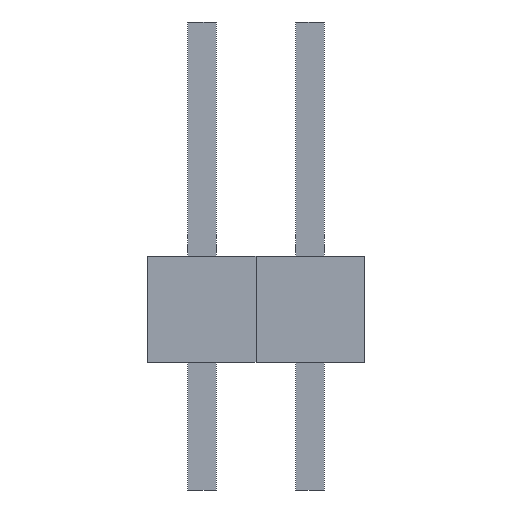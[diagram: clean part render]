
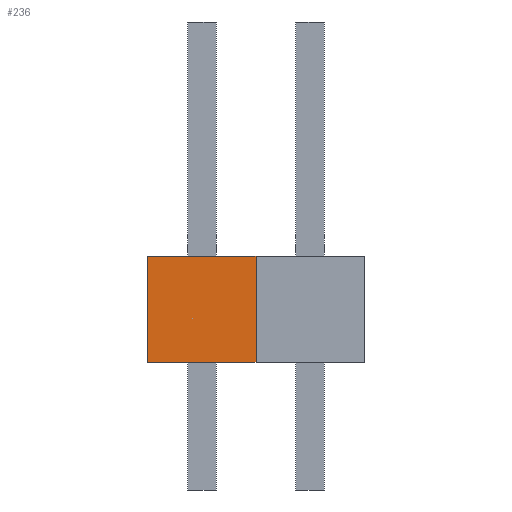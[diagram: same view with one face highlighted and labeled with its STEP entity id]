
A CAD part, front view. The second image highlights one B-rep face of the part: STEP entity #236.
In plain terms, the highlighted planar face has unit normal (0, -1, 0).
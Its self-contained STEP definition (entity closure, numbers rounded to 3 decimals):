
#13=DIRECTION('',(0.,0.,1.));
#14=DIRECTION('',(1.,0.,0.));
#187=EDGE_CURVE('',#188,#190,#192,.T.);
#188=VERTEX_POINT('',#189);
#189=CARTESIAN_POINT('',(-1.27,-1.271,0.));
#190=VERTEX_POINT('',#191);
#191=CARTESIAN_POINT('',(-1.27,-1.271,2.5));
#192=LINE('',#189,#193);
#193=VECTOR('',#13,1.);
#200=DIRECTION('',(0.,1.,0.));
#214=ORIENTED_EDGE('',*,*,#215,.F.);
#215=EDGE_CURVE('',#216,#218,#220,.T.);
#216=VERTEX_POINT('',#217);
#217=CARTESIAN_POINT('',(1.27,-1.271,0.));
#218=VERTEX_POINT('',#219);
#219=CARTESIAN_POINT('',(1.27,-1.271,2.5));
#220=LINE('',#217,#193);
#236=ADVANCED_FACE('',(#237),#247,.F.);
#237=FACE_BOUND('',#238,.F.);
#238=EDGE_LOOP('',(#239,#243,#244,#214));
#239=ORIENTED_EDGE('',*,*,#240,.F.);
#240=EDGE_CURVE('',#188,#216,#241,.T.);
#241=LINE('',#189,#242);
#242=VECTOR('',#14,1.);
#243=ORIENTED_EDGE('',*,*,#187,.T.);
#244=ORIENTED_EDGE('',*,*,#245,.T.);
#245=EDGE_CURVE('',#190,#218,#246,.T.);
#246=LINE('',#191,#242);
#247=PLANE('',#248);
#248=AXIS2_PLACEMENT_3D('',#189,#200,#13);
